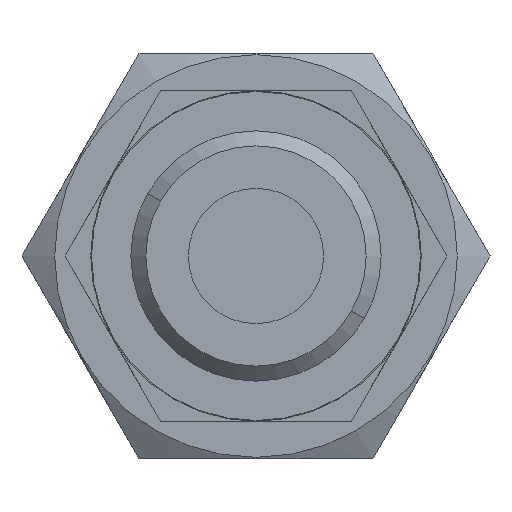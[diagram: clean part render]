
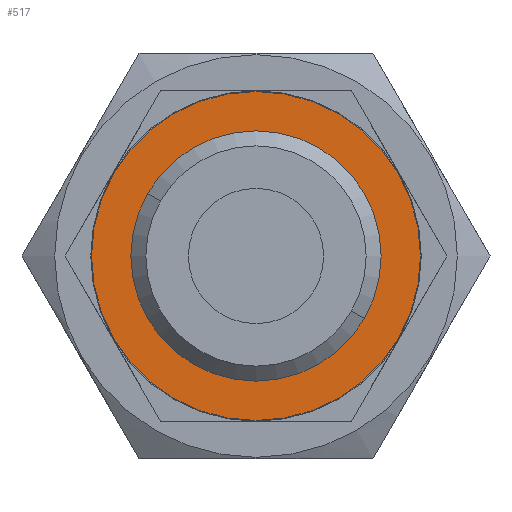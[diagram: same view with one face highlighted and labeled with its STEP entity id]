
A CAD part, left-side view. The second image highlights one B-rep face of the part: STEP entity #517.
In plain terms, the highlighted planar face has unit normal (-1, 0, 0).
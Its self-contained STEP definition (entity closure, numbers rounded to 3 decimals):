
#483 = EDGE_CURVE ( 'NONE', #691, #692, #2048, .T. ) ;
#494 = EDGE_CURVE ( 'NONE', #790, #780, #2073, .T. ) ;
#498 = EDGE_LOOP ( 'NONE', ( #524, #509 ) ) ;
#509 = ORIENTED_EDGE ( 'NONE', *, *, #494, .T. ) ;
#517 = ADVANCED_FACE ( 'NONE', ( #2119, #2105 ), #2166, .F. ) ;
#524 = ORIENTED_EDGE ( 'NONE', *, *, #725, .T. ) ;
#547 = ORIENTED_EDGE ( 'NONE', *, *, #483, .T. ) ;
#560 = ORIENTED_EDGE ( 'NONE', *, *, #693, .T. ) ;
#567 = EDGE_LOOP ( 'NONE', ( #560, #547 ) ) ;
#691 = VERTEX_POINT ( 'NONE', #2576 ) ;
#692 = VERTEX_POINT ( 'NONE', #2561 ) ;
#693 = EDGE_CURVE ( 'NONE', #692, #691, #2556, .T. ) ;
#725 = EDGE_CURVE ( 'NONE', #780, #790, #2712, .T. ) ;
#780 = VERTEX_POINT ( 'NONE', #2901 ) ;
#790 = VERTEX_POINT ( 'NONE', #2885 ) ;
#2046 = AXIS2_PLACEMENT_3D ( 'NONE', #2077, #2076, #2075 ) ;
#2048 = CIRCLE ( 'NONE', #2046, 7.25 ) ;
#2069 = DIRECTION ( 'NONE',  ( 0., 0., 1. ) ) ;
#2070 = DIRECTION ( 'NONE',  ( -1., 0., 0. ) ) ;
#2071 = CARTESIAN_POINT ( 'NONE',  ( -8.989, 0., 0. ) ) ;
#2072 = AXIS2_PLACEMENT_3D ( 'NONE', #2071, #2070, #2069 ) ;
#2073 = CIRCLE ( 'NONE', #2072, 10.95 ) ;
#2075 = DIRECTION ( 'NONE',  ( 0., 0., -1. ) ) ;
#2076 = DIRECTION ( 'NONE',  ( 1., 0., 0. ) ) ;
#2077 = CARTESIAN_POINT ( 'NONE',  ( -8.989, 0., 0. ) ) ;
#2105 = FACE_BOUND ( 'NONE', #567, .T. ) ;
#2119 = FACE_OUTER_BOUND ( 'NONE', #498, .T. ) ;
#2130 = AXIS2_PLACEMENT_3D ( 'NONE', #2150, #2149, #2148 ) ;
#2148 = DIRECTION ( 'NONE',  ( 0., 0., -1. ) ) ;
#2149 = DIRECTION ( 'NONE',  ( 1., 0., 0. ) ) ;
#2150 = CARTESIAN_POINT ( 'NONE',  ( -8.989, 10.95, 0. ) ) ;
#2166 = PLANE ( 'NONE',  #2130 ) ;
#2556 = CIRCLE ( 'NONE', #2567, 7.25 ) ;
#2561 = CARTESIAN_POINT ( 'NONE',  ( -8.989, -6.279, -3.625 ) ) ;
#2567 = AXIS2_PLACEMENT_3D ( 'NONE', #2615, #2614, #2613 ) ;
#2576 = CARTESIAN_POINT ( 'NONE',  ( -8.989, 6.279, 3.625 ) ) ;
#2613 = DIRECTION ( 'NONE',  ( 0., 0., -1. ) ) ;
#2614 = DIRECTION ( 'NONE',  ( 1., 0., 0. ) ) ;
#2615 = CARTESIAN_POINT ( 'NONE',  ( -8.989, 0., 0. ) ) ;
#2679 = AXIS2_PLACEMENT_3D ( 'NONE', #2713, #2700, #2699 ) ;
#2699 = DIRECTION ( 'NONE',  ( 0., 0., 1. ) ) ;
#2700 = DIRECTION ( 'NONE',  ( -1., 0., 0. ) ) ;
#2712 = CIRCLE ( 'NONE', #2679, 10.95 ) ;
#2713 = CARTESIAN_POINT ( 'NONE',  ( -8.989, 0., 0. ) ) ;
#2885 = CARTESIAN_POINT ( 'NONE',  ( -8.989, 0., -10.95 ) ) ;
#2901 = CARTESIAN_POINT ( 'NONE',  ( -8.989, 0., 10.95 ) ) ;
